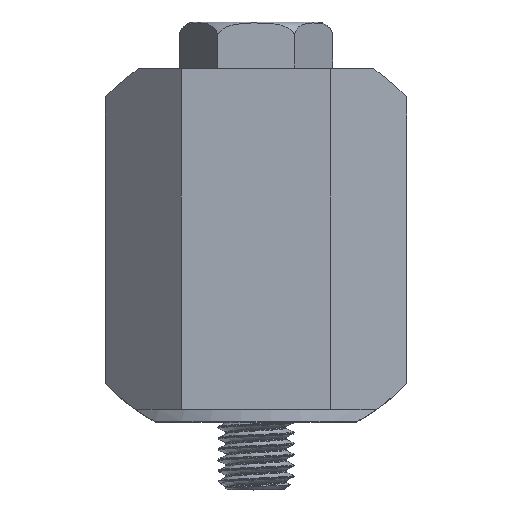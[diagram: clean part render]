
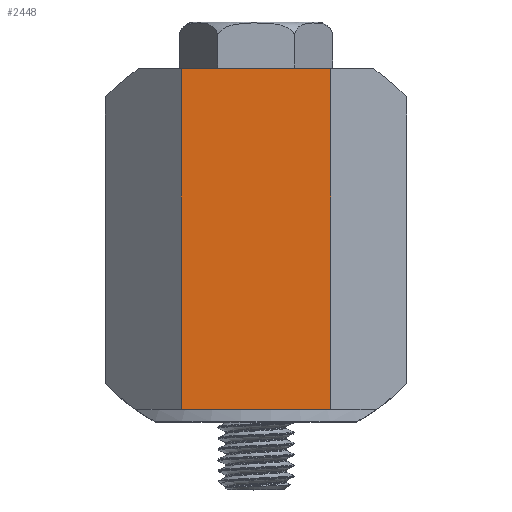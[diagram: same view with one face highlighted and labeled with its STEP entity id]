
A CAD part, top view. The second image highlights one B-rep face of the part: STEP entity #2448.
In plain terms, the highlighted planar face has unit normal (0, 0, 1).
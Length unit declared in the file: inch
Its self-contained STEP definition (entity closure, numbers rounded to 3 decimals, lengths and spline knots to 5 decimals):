
#410=FACE_OUTER_BOUND('',#587,.T.);
#587=EDGE_LOOP('',(#1955,#1956,#1957,#1958));
#654=LINE('',#3169,#805);
#776=LINE('',#7672,#927);
#777=LINE('',#7673,#928);
#778=LINE('',#7674,#929);
#805=VECTOR('',#2709,0.3937);
#927=VECTOR('',#3007,0.3937);
#928=VECTOR('',#3008,0.3937);
#929=VECTOR('',#3009,0.3937);
#956=VERTEX_POINT('',#3166);
#957=VERTEX_POINT('',#3168);
#1118=VERTEX_POINT('',#7670);
#1119=VERTEX_POINT('',#7671);
#1177=EDGE_CURVE('',#956,#957,#654,.T.);
#1409=EDGE_CURVE('',#1118,#1119,#776,.T.);
#1410=EDGE_CURVE('',#957,#1119,#777,.T.);
#1411=EDGE_CURVE('',#1118,#956,#778,.T.);
#1955=ORIENTED_EDGE('',*,*,#1409,.T.);
#1956=ORIENTED_EDGE('',*,*,#1410,.F.);
#1957=ORIENTED_EDGE('',*,*,#1177,.F.);
#1958=ORIENTED_EDGE('',*,*,#1411,.F.);
#2180=PLANE('',#2637);
#2448=ADVANCED_FACE('',(#410),#2180,.T.);
#2637=AXIS2_PLACEMENT_3D('',#7669,#3005,#3006);
#2709=DIRECTION('',(1.,0.,0.));
#3005=DIRECTION('center_axis',(0.,0.,1.));
#3006=DIRECTION('ref_axis',(1.,0.,0.));
#3007=DIRECTION('',(1.,0.,0.));
#3008=DIRECTION('',(0.,-1.,0.));
#3009=DIRECTION('',(0.,1.,0.));
#3166=CARTESIAN_POINT('',(-0.245,0.5801,0.669));
#3168=CARTESIAN_POINT('',(0.245,0.5801,0.669));
#3169=CARTESIAN_POINT('',(0.495,0.5801,0.669));
#7669=CARTESIAN_POINT('Origin',(-0.495,-0.5799,0.669));
#7670=CARTESIAN_POINT('',(-0.245,-0.5399,0.669));
#7671=CARTESIAN_POINT('',(0.245,-0.5399,0.669));
#7672=CARTESIAN_POINT('',(-0.2475,-0.5399,0.669));
#7673=CARTESIAN_POINT('',(0.245,-0.5799,0.669));
#7674=CARTESIAN_POINT('',(-0.245,-0.5799,0.669));
